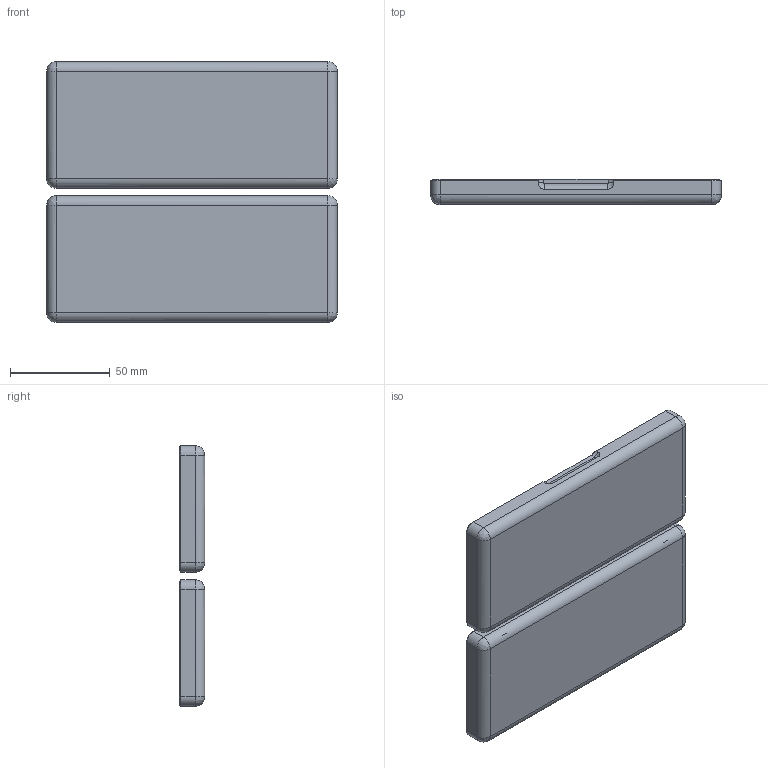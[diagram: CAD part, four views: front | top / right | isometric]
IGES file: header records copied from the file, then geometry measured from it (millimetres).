
Global section: file name: End Mill Case_v21; native system: unknown; preprocessor: unknown; author: unknown; organization: unknown; date: 20200923.182044; units: inch
Bounding box: 146.05 x 12.7 x 130.8 mm (x, y, z)
Volume: 161861.5 mm3; surface area: 56905.2 mm2
Topology: 2 solids, 2 shells, 970 faces, 2302 edges, 1352 vertices
Faces by surface type: bspline 970
